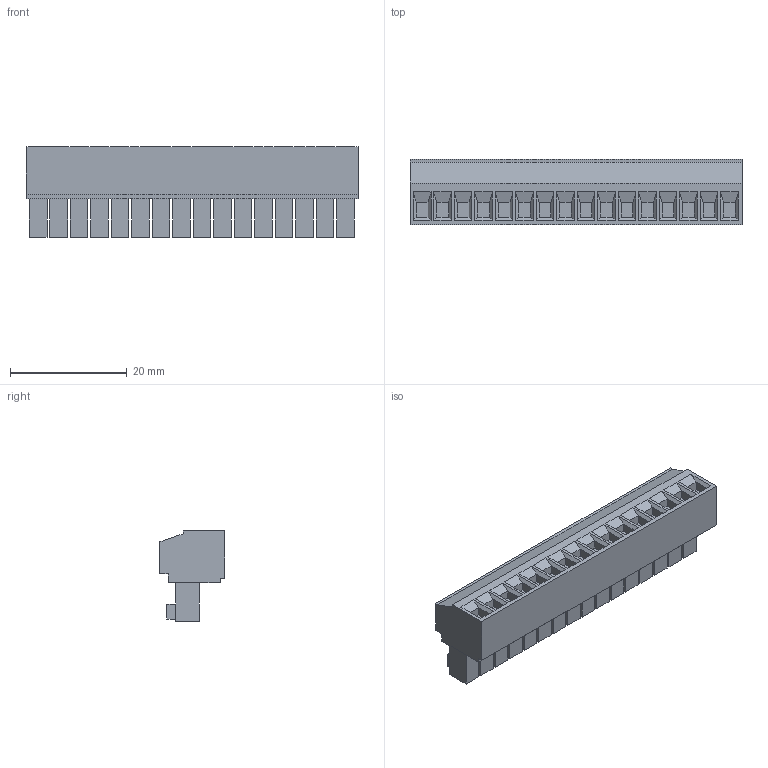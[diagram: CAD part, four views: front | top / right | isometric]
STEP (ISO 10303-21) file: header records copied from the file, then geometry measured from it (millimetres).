
FILE_DESCRIPTION((''),'2;1');
FILE_NAME('395000016','2015-01-12T',('me'),(''),'PRO/ENGINEER BY PARAMETRIC TECHNOLOGY CORPORATION, 2011490','PRO/ENGINEER BY PARAMETRIC TECHNOLOGY CORPORATION, 2011490','');
FILE_SCHEMA(('CONFIG_CONTROL_DESIGN'));
Length unit declared in the file: inch
Products named in the file (1): 395000016
Bounding box: 56.79 x 11.18 x 15.49 mm (x, y, z)
Volume: 6088.8 mm3; surface area: 4931.8 mm2
Topology: 1 solids, 1 shells, 705 faces, 1677 edges, 1118 vertices
Faces by surface type: plane 529, cylinder 144, cone 32
Entity records: 20056 total; most frequent: DIRECTION 3441, CARTESIAN_POINT 3437, ORIENTED_EDGE 3290, EDGE_CURVE 1645, VECTOR 1325, LINE 1325, AXIS2_PLACEMENT_3D 1058, VERTEX_POINT 1054
